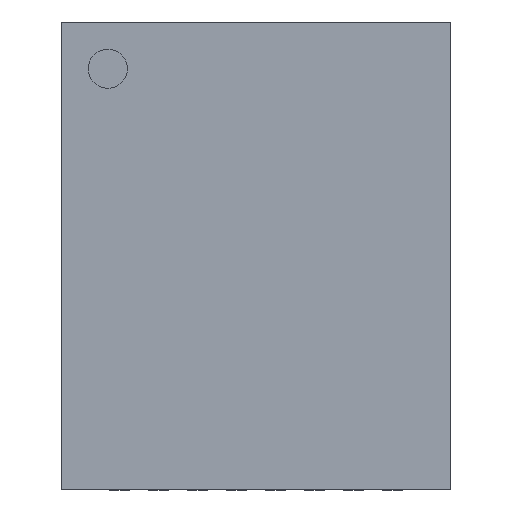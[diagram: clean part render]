
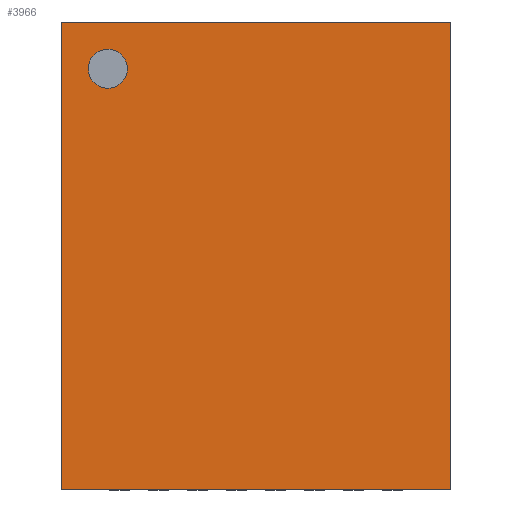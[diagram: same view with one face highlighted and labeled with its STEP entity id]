
A CAD part, top view. The second image highlights one B-rep face of the part: STEP entity #3966.
In plain terms, the highlighted planar face has unit normal (0, 0, 1).
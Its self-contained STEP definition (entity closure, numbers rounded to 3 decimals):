
#13=DIRECTION('',(0.,0.,1.));
#96=DIRECTION('',(0.,0.,-1.));
#153=VECTOR('',#154,1.);
#154=DIRECTION('',(1.,0.,0.));
#160=VECTOR('',#161,1.);
#161=DIRECTION('',(0.,-1.,0.));
#1036=VERTEX_POINT('',#1037);
#1037=CARTESIAN_POINT('',(-2.49,2.99,0.77));
#1039=ORIENTED_EDGE('',*,*,#1040,.T.);
#1040=EDGE_CURVE('',#1036,#1041,#1043,.T.);
#1041=VERTEX_POINT('',#1042);
#1042=CARTESIAN_POINT('',(-2.49,-2.99,0.77));
#1043=LINE('',#1037,#160);
#1221=ORIENTED_EDGE('',*,*,#1222,.F.);
#1222=EDGE_CURVE('',#1036,#1223,#1225,.T.);
#1223=VERTEX_POINT('',#1224);
#1224=CARTESIAN_POINT('',(2.49,2.99,0.77));
#1225=LINE('',#1037,#153);
#2336=EDGE_CURVE('',#1223,#2337,#2339,.T.);
#2337=VERTEX_POINT('',#2338);
#2338=CARTESIAN_POINT('',(2.49,-2.99,0.77));
#2339=LINE('',#1224,#160);
#2763=EDGE_CURVE('',#1041,#2337,#2764,.T.);
#2764=LINE('',#1042,#153);
#3966=ADVANCED_FACE('',(#3967,#3971),#3980,.T.);
#3967=FACE_BOUND('',#3968,.T.);
#3968=EDGE_LOOP('',(#1221,#1039,#3969,#3970));
#3969=ORIENTED_EDGE('',*,*,#2763,.T.);
#3970=ORIENTED_EDGE('',*,*,#2336,.F.);
#3971=FACE_BOUND('',#3972,.T.);
#3972=EDGE_LOOP('',(#3973));
#3973=ORIENTED_EDGE('',*,*,#3974,.T.);
#3974=EDGE_CURVE('',#3975,#3975,#3977,.T.);
#3975=VERTEX_POINT('',#3976);
#3976=CARTESIAN_POINT('',(-1.9,2.15,0.77));
#3977=CIRCLE('',#3978,0.25);
#3978=AXIS2_PLACEMENT_3D('',#3979,#96,#161);
#3979=CARTESIAN_POINT('',(-1.9,2.4,0.77));
#3980=PLANE('',#3981);
#3981=AXIS2_PLACEMENT_3D('',#1037,#13,#161);
